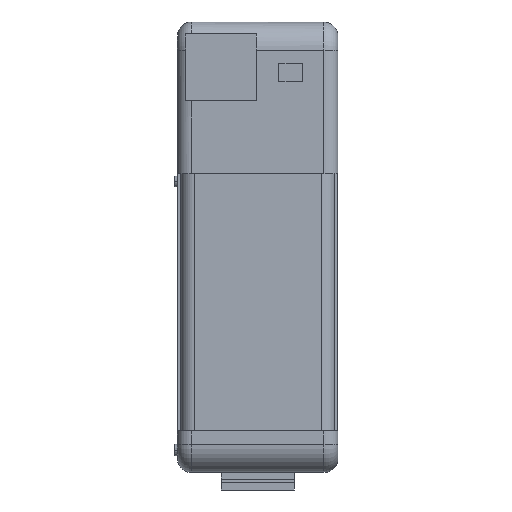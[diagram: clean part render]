
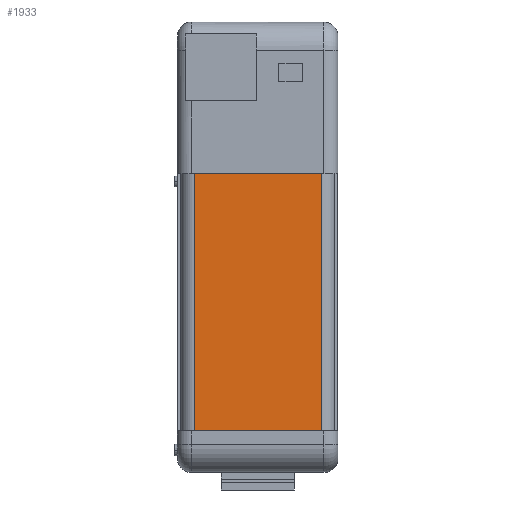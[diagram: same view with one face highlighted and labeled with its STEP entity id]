
A CAD part, front view. The second image highlights one B-rep face of the part: STEP entity #1933.
In plain terms, the highlighted planar face has unit normal (0, -1, 0).
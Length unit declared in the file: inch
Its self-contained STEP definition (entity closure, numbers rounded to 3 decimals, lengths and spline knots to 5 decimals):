
#7 = CARTESIAN_POINT ( 'NONE',  ( 0.5625, -2.9225, 0.655 ) ) ;
#992 = CARTESIAN_POINT ( 'NONE',  ( -0.5625, -2.9225, 0.655 ) ) ;
#1075 = VERTEX_POINT ( 'NONE', #9124 ) ;
#1933 = ADVANCED_FACE ( 'NONE', ( #10199 ), #6145, .T. ) ;
#2159 = EDGE_CURVE ( 'NONE', #8913, #1075, #13096, .T. ) ;
#2364 = LINE ( 'NONE', #7, #5279 ) ;
#2710 = EDGE_CURVE ( 'NONE', #12745, #6897, #8330, .T. ) ;
#2719 = DIRECTION ( 'NONE',  ( 0., 0., -1. ) ) ;
#4022 = CARTESIAN_POINT ( 'NONE',  ( 0.5625, -2.9225, 0.655 ) ) ;
#4784 = ORIENTED_EDGE ( 'NONE', *, *, #2159, .T. ) ;
#5107 = DIRECTION ( 'NONE',  ( 0., 0., -1. ) ) ;
#5279 = VECTOR ( 'NONE', #11794, 39.37008 ) ;
#6145 = PLANE ( 'NONE',  #8397 ) ;
#6558 = CARTESIAN_POINT ( 'NONE',  ( 0.5625, -2.9225, 0.655 ) ) ;
#6897 = VERTEX_POINT ( 'NONE', #8998 ) ;
#7602 = EDGE_CURVE ( 'NONE', #12745, #8913, #2364, .T. ) ;
#7642 = ORIENTED_EDGE ( 'NONE', *, *, #8735, .F. ) ;
#7980 = CARTESIAN_POINT ( 'NONE',  ( 0.5625, -2.9225, 0.655 ) ) ;
#8144 = CARTESIAN_POINT ( 'NONE',  ( 0.5625, -2.9225, -1.63 ) ) ;
#8330 = LINE ( 'NONE', #7980, #10883 ) ;
#8397 = AXIS2_PLACEMENT_3D ( 'NONE', #4022, #11613, #5107 ) ;
#8735 = EDGE_CURVE ( 'NONE', #6897, #1075, #10771, .T. ) ;
#8913 = VERTEX_POINT ( 'NONE', #992 ) ;
#8998 = CARTESIAN_POINT ( 'NONE',  ( 0.5625, -2.9225, -1.63 ) ) ;
#9072 = DIRECTION ( 'NONE',  ( 0., 0., -1. ) ) ;
#9124 = CARTESIAN_POINT ( 'NONE',  ( -0.5625, -2.9225, -1.63 ) ) ;
#9219 = CARTESIAN_POINT ( 'NONE',  ( -0.5625, -2.9225, 0.655 ) ) ;
#9276 = ORIENTED_EDGE ( 'NONE', *, *, #7602, .T. ) ;
#10173 = VECTOR ( 'NONE', #2719, 39.37008 ) ;
#10199 = FACE_OUTER_BOUND ( 'NONE', #11050, .T. ) ;
#10771 = LINE ( 'NONE', #8144, #13351 ) ;
#10883 = VECTOR ( 'NONE', #9072, 39.37008 ) ;
#11050 = EDGE_LOOP ( 'NONE', ( #7642, #13336, #9276, #4784 ) ) ;
#11613 = DIRECTION ( 'NONE',  ( 0., -1., 0. ) ) ;
#11794 = DIRECTION ( 'NONE',  ( -1., 0., 0. ) ) ;
#12474 = DIRECTION ( 'NONE',  ( -1., 0., 0. ) ) ;
#12745 = VERTEX_POINT ( 'NONE', #6558 ) ;
#13096 = LINE ( 'NONE', #9219, #10173 ) ;
#13336 = ORIENTED_EDGE ( 'NONE', *, *, #2710, .F. ) ;
#13351 = VECTOR ( 'NONE', #12474, 39.37008 ) ;
